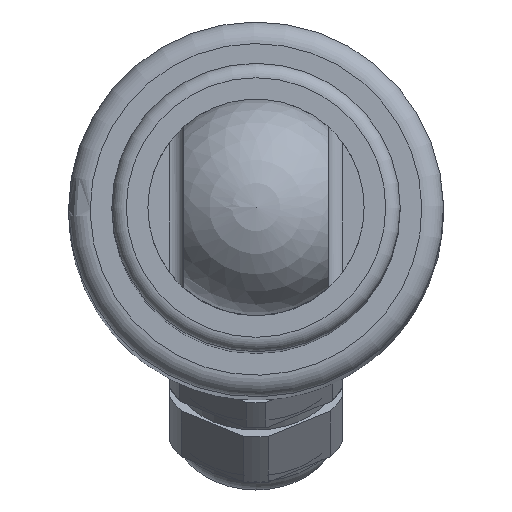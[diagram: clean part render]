
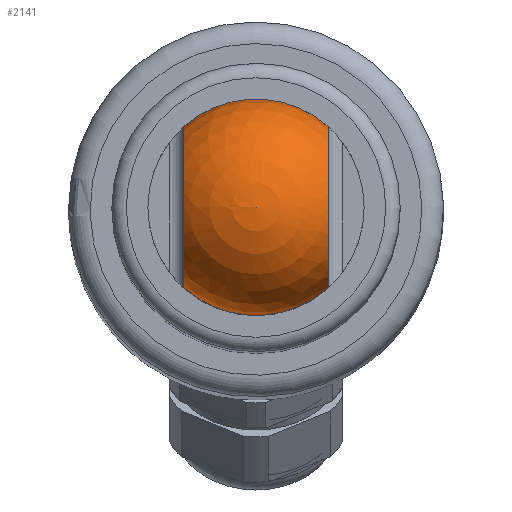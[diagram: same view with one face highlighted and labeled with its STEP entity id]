
A CAD part, top view. The second image highlights one B-rep face of the part: STEP entity #2141.
In plain terms, the highlighted spherical face has radius 7.5 mm.
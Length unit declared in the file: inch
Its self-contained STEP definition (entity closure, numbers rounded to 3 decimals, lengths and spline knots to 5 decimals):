
#58=SPHERICAL_SURFACE('',#2384,0.29528);
#231=FACE_OUTER_BOUND('',#360,.T.);
#360=EDGE_LOOP('',(#1938,#1939,#1940,#1941,#1942,#1943,#1944));
#479=CIRCLE('',#2380,0.29528);
#481=CIRCLE('',#2382,0.29528);
#483=CIRCLE('',#2385,0.22009);
#484=CIRCLE('',#2386,0.29528);
#485=CIRCLE('',#2387,0.22009);
#486=CIRCLE('',#2388,0.22009);
#1001=VERTEX_POINT('',#8368);
#1002=VERTEX_POINT('',#8370);
#1007=VERTEX_POINT('',#8398);
#1008=VERTEX_POINT('',#8400);
#1011=VERTEX_POINT('',#8417);
#1012=VERTEX_POINT('',#8419);
#1315=EDGE_CURVE('',#1002,#1001,#479,.T.);
#1321=EDGE_CURVE('',#1007,#1008,#481,.T.);
#1325=EDGE_CURVE('',#1001,#1011,#483,.T.);
#1326=EDGE_CURVE('',#1011,#1012,#484,.T.);
#1327=EDGE_CURVE('',#1011,#1008,#485,.T.);
#1328=EDGE_CURVE('',#1007,#1002,#486,.T.);
#1938=ORIENTED_EDGE('',*,*,#1315,.T.);
#1939=ORIENTED_EDGE('',*,*,#1325,.T.);
#1940=ORIENTED_EDGE('',*,*,#1326,.T.);
#1941=ORIENTED_EDGE('',*,*,#1326,.F.);
#1942=ORIENTED_EDGE('',*,*,#1327,.T.);
#1943=ORIENTED_EDGE('',*,*,#1321,.F.);
#1944=ORIENTED_EDGE('',*,*,#1328,.T.);
#2141=ADVANCED_FACE('',(#231),#58,.T.);
#2380=AXIS2_PLACEMENT_3D('',#8371,#2922,#2923);
#2382=AXIS2_PLACEMENT_3D('',#8401,#2928,#2929);
#2384=AXIS2_PLACEMENT_3D('',#8416,#2933,#2934);
#2385=AXIS2_PLACEMENT_3D('',#8418,#2935,#2936);
#2386=AXIS2_PLACEMENT_3D('',#8420,#2937,#2938);
#2387=AXIS2_PLACEMENT_3D('',#8421,#2939,#2940);
#2388=AXIS2_PLACEMENT_3D('',#8422,#2941,#2942);
#2922=DIRECTION('center_axis',(0.,0.,1.));
#2923=DIRECTION('ref_axis',(0.667,0.745,0.));
#2928=DIRECTION('center_axis',(0.,0.,-1.));
#2929=DIRECTION('ref_axis',(0.667,-0.745,0.));
#2933=DIRECTION('center_axis',(0.,0.,-1.));
#2934=DIRECTION('ref_axis',(1.,0.,0.));
#2935=DIRECTION('center_axis',(1.,0.,0.));
#2936=DIRECTION('ref_axis',(0.,1.,0.));
#2937=DIRECTION('center_axis',(0.,1.,0.));
#2938=DIRECTION('ref_axis',(-1.,0.,0.));
#2939=DIRECTION('center_axis',(1.,0.,0.));
#2940=DIRECTION('ref_axis',(0.,1.,0.));
#2941=DIRECTION('center_axis',(-1.,0.,0.));
#2942=DIRECTION('ref_axis',(0.,0.,1.));
#8368=CARTESIAN_POINT('',(-0.19685,0.22009,8.69299));
#8370=CARTESIAN_POINT('',(0.19685,0.22009,8.69299));
#8371=CARTESIAN_POINT('Origin',(0.,0.,8.69299));
#8398=CARTESIAN_POINT('',(0.19685,-0.22009,8.69299));
#8400=CARTESIAN_POINT('',(-0.19685,-0.22009,8.69299));
#8401=CARTESIAN_POINT('Origin',(0.,0.,8.69299));
#8416=CARTESIAN_POINT('Origin',(0.,0.,8.69299));
#8417=CARTESIAN_POINT('',(-0.19685,0.,8.91308));
#8418=CARTESIAN_POINT('Origin',(-0.19685,0.,8.69299));
#8419=CARTESIAN_POINT('',(0.,0.,8.98827));
#8420=CARTESIAN_POINT('Origin',(0.,0.,8.69299));
#8421=CARTESIAN_POINT('Origin',(-0.19685,0.,8.69299));
#8422=CARTESIAN_POINT('Origin',(0.19685,0.,8.69299));
